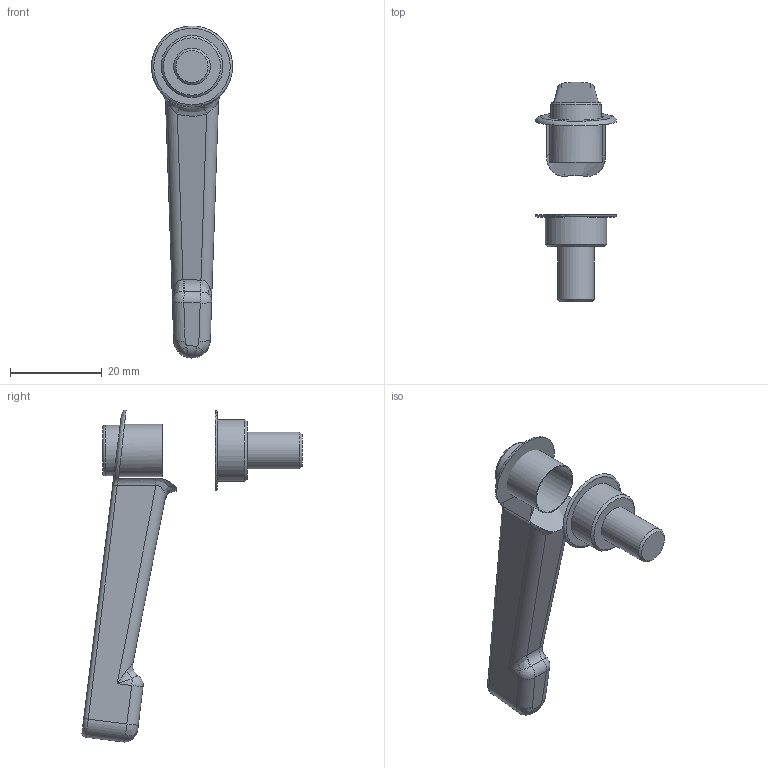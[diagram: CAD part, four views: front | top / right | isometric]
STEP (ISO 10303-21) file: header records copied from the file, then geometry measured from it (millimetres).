
FILE_DESCRIPTION((''),'2;1');
FILE_NAME('AR3591.stp','2016-10-17T14:54:00',('Envy'),(''),'Autodesk Inventor 2013','Autodesk Inventor 2013','');
FILE_SCHEMA(('AUTOMOTIVE_DESIGN { 1 0 10303 214 1 1 1 1 }'));
Length unit declared in the file: millimetre
Products named in the file (1): AR3591 rączka mocująca M8x12
Bounding box: 17.7 x 48.05 x 72.5 mm (x, y, z)
Volume: 3085.7 mm3; surface area: 4326.6 mm2
Topology: 1 solids, 2 shells, 67 faces, 142 edges, 80 vertices
Faces by surface type: plane 23, cylinder 19, bspline 17, torus 4, sphere 2, cone 2
Full cylindrical faces by diameter (mm): 8 x1, 11 x1, 11.4 x1, 13.5 x1, 17.7 x2
Entity records: 2264 total; most frequent: CARTESIAN_POINT 892, DIRECTION 252, ORIENTED_EDGE 252, EDGE_CURVE 126, AXIS2_PLACEMENT_3D 101, EDGE_LOOP 79, VERTEX_POINT 77, STYLED_ITEM 66
